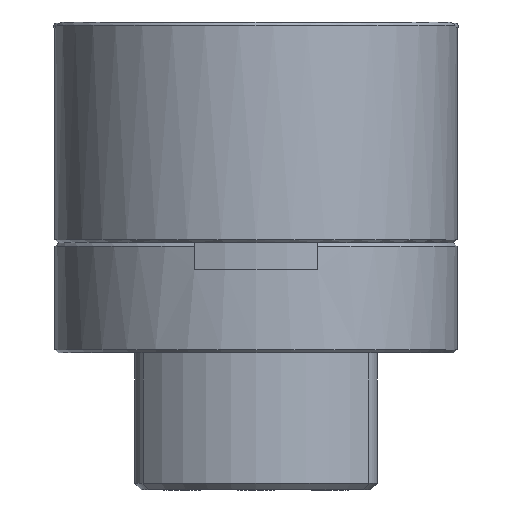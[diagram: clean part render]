
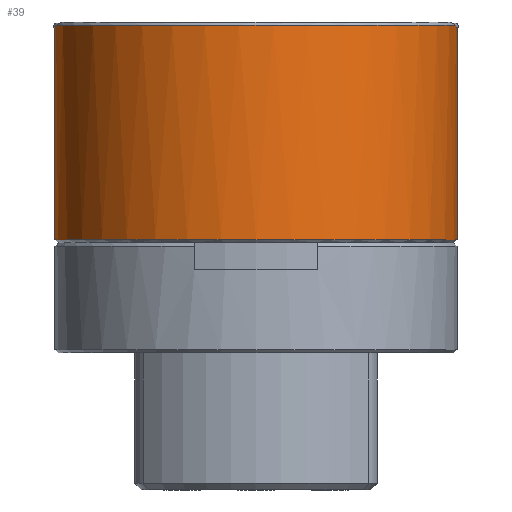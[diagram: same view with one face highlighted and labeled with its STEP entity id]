
A CAD part, front view. The second image highlights one B-rep face of the part: STEP entity #39.
In plain terms, the highlighted cylindrical face has radius 7.747 mm (diameter 15.494 mm), a partial arc.
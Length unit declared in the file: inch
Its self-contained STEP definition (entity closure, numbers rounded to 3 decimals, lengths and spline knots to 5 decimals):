
#39 = ADVANCED_FACE ( 'NONE', ( #6870 ), #6874, .T. ) ;
#679 = LINE ( 'NONE', #5393, #688 ) ;
#684 = LINE ( 'NONE', #5377, #686 ) ;
#686 = VECTOR ( 'NONE', #5376, 39.37008 ) ;
#687 = CIRCLE ( 'NONE', #821, 0.305 ) ;
#688 = VECTOR ( 'NONE', #5397, 39.37008 ) ;
#821 = AXIS2_PLACEMENT_3D ( 'NONE', #5404, #5405, #5406 ) ;
#885 = AXIS2_PLACEMENT_3D ( 'NONE', #6678, #6679, #6680 ) ;
#965 = ORIENTED_EDGE ( 'NONE', *, *, #8984, .T. ) ;
#982 = ORIENTED_EDGE ( 'NONE', *, *, #8983, .T. ) ;
#988 = ORIENTED_EDGE ( 'NONE', *, *, #8982, .T. ) ;
#994 = ORIENTED_EDGE ( 'NONE', *, *, #9122, .T. ) ;
#1824 = ORIENTED_EDGE ( 'NONE', *, *, #8979, .T. ) ;
#1923 = ORIENTED_EDGE ( 'NONE', *, *, #9148, .T. ) ;
#1925 = ORIENTED_EDGE ( 'NONE', *, *, #9105, .T. ) ;
#1926 = ORIENTED_EDGE ( 'NONE', *, *, #8985, .T. ) ;
#1947 = B_SPLINE_CURVE_WITH_KNOTS ( 'NONE', 3,
 ( #5398, #5390, #5400, #5401 ),
 .UNSPECIFIED., .F., .F.,
 ( 4, 4 ),
 ( 0., 0.00033 ),
 .UNSPECIFIED. ) ;
#1948 = B_SPLINE_CURVE_WITH_KNOTS ( 'NONE', 3,
 ( #5402, #5403, #5408, #5409 ),
 .UNSPECIFIED., .F., .F.,
 ( 4, 4 ),
 ( 0., 0.00033 ),
 .UNSPECIFIED. ) ;
#1984 = B_SPLINE_CURVE_WITH_KNOTS ( 'NONE', 3,
 ( #6432, #6434, #6443, #6445 ),
 .UNSPECIFIED., .F., .F.,
 ( 4, 4 ),
 ( 0., 0.00053 ),
 .UNSPECIFIED. ) ;
#1995 = B_SPLINE_CURVE_WITH_KNOTS ( 'NONE', 3,
 ( #6567, #6532, #6583, #6585 ),
 .UNSPECIFIED., .F., .F.,
 ( 4, 4 ),
 ( 0., 0.00053 ),
 .UNSPECIFIED. ) ;
#3372 = AXIS2_PLACEMENT_3D ( 'NONE', #10038, #10035, #9413 ) ;
#5376 = DIRECTION ( 'NONE',  ( 0., 0., -1. ) ) ;
#5377 = CARTESIAN_POINT ( 'NONE',  ( -0.305, 0., 0.375 ) ) ;
#5390 = CARTESIAN_POINT ( 'NONE',  ( 0.305, -0.00435, 0.69907 ) ) ;
#5393 = CARTESIAN_POINT ( 'NONE',  ( 0.305, 0., 0.375 ) ) ;
#5397 = DIRECTION ( 'NONE',  ( 0., 0., 1. ) ) ;
#5398 = CARTESIAN_POINT ( 'NONE',  ( 0.305, 0., 0.69907 ) ) ;
#5400 = CARTESIAN_POINT ( 'NONE',  ( 0.30491, -0.00868, 0.69938 ) ) ;
#5401 = CARTESIAN_POINT ( 'NONE',  ( 0.30473, -0.01298, 0.7 ) ) ;
#5402 = CARTESIAN_POINT ( 'NONE',  ( -0.30473, -0.01298, 0.7 ) ) ;
#5403 = CARTESIAN_POINT ( 'NONE',  ( -0.30491, -0.00868, 0.69938 ) ) ;
#5404 = CARTESIAN_POINT ( 'NONE',  ( 0., 0., 0.705 ) ) ;
#5405 = DIRECTION ( 'NONE',  ( 0., 0., -1. ) ) ;
#5406 = DIRECTION ( 'NONE',  ( 1., 0., 0. ) ) ;
#5408 = CARTESIAN_POINT ( 'NONE',  ( -0.305, -0.00435, 0.69907 ) ) ;
#5409 = CARTESIAN_POINT ( 'NONE',  ( -0.305, 0., 0.69907 ) ) ;
#5919 = CIRCLE ( 'NONE', #885, 0.305 ) ;
#6432 = CARTESIAN_POINT ( 'NONE',  ( -0.30317, -0.03335, 0.705 ) ) ;
#6434 = CARTESIAN_POINT ( 'NONE',  ( -0.3039, -0.02673, 0.70271 ) ) ;
#6443 = CARTESIAN_POINT ( 'NONE',  ( -0.30443, -0.01996, 0.70098 ) ) ;
#6445 = CARTESIAN_POINT ( 'NONE',  ( -0.30473, -0.01298, 0.7 ) ) ;
#6532 = CARTESIAN_POINT ( 'NONE',  ( 0.30443, -0.01996, 0.70098 ) ) ;
#6567 = CARTESIAN_POINT ( 'NONE',  ( 0.30473, -0.01298, 0.7 ) ) ;
#6583 = CARTESIAN_POINT ( 'NONE',  ( 0.3039, -0.02673, 0.70271 ) ) ;
#6585 = CARTESIAN_POINT ( 'NONE',  ( 0.30317, -0.03335, 0.705 ) ) ;
#6678 = CARTESIAN_POINT ( 'NONE',  ( 0., 0., 0.38 ) ) ;
#6679 = DIRECTION ( 'NONE',  ( 0., 0., 1. ) ) ;
#6680 = DIRECTION ( 'NONE',  ( 1., 0., 0. ) ) ;
#6870 = FACE_OUTER_BOUND ( 'NONE', #13961, .T. ) ;
#6874 = CYLINDRICAL_SURFACE ( 'NONE', #3372, 0.305 ) ;
#8979 = EDGE_CURVE ( 'NONE', #13081, #13063, #684, .T. ) ;
#8982 = EDGE_CURVE ( 'NONE', #13080, #13084, #679, .T. ) ;
#8983 = EDGE_CURVE ( 'NONE', #13084, #13024, #1947, .T. ) ;
#8984 = EDGE_CURVE ( 'NONE', #13068, #13054, #687, .T. ) ;
#8985 = EDGE_CURVE ( 'NONE', #13015, #13081, #1948, .T. ) ;
#9105 = EDGE_CURVE ( 'NONE', #13054, #13015, #1984, .T. ) ;
#9122 = EDGE_CURVE ( 'NONE', #13024, #13068, #1995, .T. ) ;
#9148 = EDGE_CURVE ( 'NONE', #13063, #13080, #5919, .T. ) ;
#9413 = DIRECTION ( 'NONE',  ( 1., 0., 0. ) ) ;
#10035 = DIRECTION ( 'NONE',  ( 0., 0., 1. ) ) ;
#10038 = CARTESIAN_POINT ( 'NONE',  ( 0., 0., 0.375 ) ) ;
#12803 = CARTESIAN_POINT ( 'NONE',  ( -0.30473, -0.01298, 0.7 ) ) ;
#12812 = CARTESIAN_POINT ( 'NONE',  ( 0.30473, -0.01298, 0.7 ) ) ;
#12842 = CARTESIAN_POINT ( 'NONE',  ( -0.30317, -0.03335, 0.705 ) ) ;
#12851 = CARTESIAN_POINT ( 'NONE',  ( -0.305, 0., 0.38 ) ) ;
#12856 = CARTESIAN_POINT ( 'NONE',  ( 0.30317, -0.03335, 0.705 ) ) ;
#12868 = CARTESIAN_POINT ( 'NONE',  ( 0.305, 0., 0.38 ) ) ;
#12869 = CARTESIAN_POINT ( 'NONE',  ( -0.305, 0., 0.69907 ) ) ;
#12872 = CARTESIAN_POINT ( 'NONE',  ( 0.305, 0., 0.69907 ) ) ;
#13015 = VERTEX_POINT ( 'NONE', #12803 ) ;
#13024 = VERTEX_POINT ( 'NONE', #12812 ) ;
#13054 = VERTEX_POINT ( 'NONE', #12842 ) ;
#13063 = VERTEX_POINT ( 'NONE', #12851 ) ;
#13068 = VERTEX_POINT ( 'NONE', #12856 ) ;
#13080 = VERTEX_POINT ( 'NONE', #12868 ) ;
#13081 = VERTEX_POINT ( 'NONE', #12869 ) ;
#13084 = VERTEX_POINT ( 'NONE', #12872 ) ;
#13961 = EDGE_LOOP ( 'NONE', ( #1925, #1926, #1824, #1923, #988, #982, #994, #965 ) ) ;
